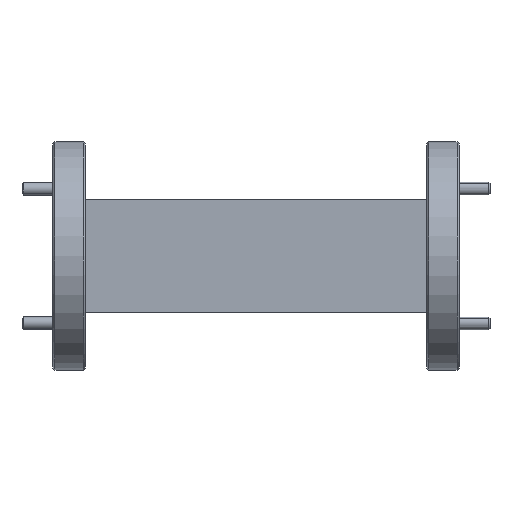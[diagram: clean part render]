
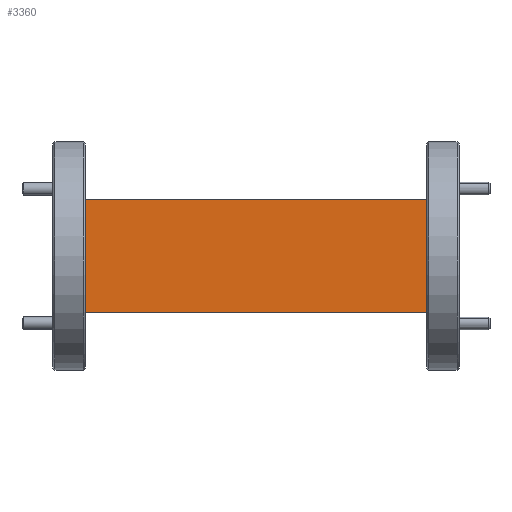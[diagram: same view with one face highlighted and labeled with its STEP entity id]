
A CAD part, top view. The second image highlights one B-rep face of the part: STEP entity #3360.
In plain terms, the highlighted planar face has unit normal (0, 0, 1).
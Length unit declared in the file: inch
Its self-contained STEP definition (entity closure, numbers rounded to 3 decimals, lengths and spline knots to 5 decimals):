
#453 = CARTESIAN_POINT ( 'NONE',  ( 0.84, 0.28, 0.126 ) ) ;
#768 = VECTOR ( 'NONE', #10434, 39.37008 ) ;
#1255 = LINE ( 'NONE', #453, #6270 ) ;
#1887 = EDGE_CURVE ( 'NONE', #8024, #7311, #8693, .T. ) ;
#1920 = DIRECTION ( 'NONE',  ( 1., 0., 0. ) ) ;
#2367 = VERTEX_POINT ( 'NONE', #6036 ) ;
#2564 = AXIS2_PLACEMENT_3D ( 'NONE', #6075, #2810, #6131 ) ;
#2744 = CARTESIAN_POINT ( 'NONE',  ( -0.84, -0.28, 0.126 ) ) ;
#2763 = FACE_OUTER_BOUND ( 'NONE', #6903, .T. ) ;
#2810 = DIRECTION ( 'NONE',  ( 0., 0., 1. ) ) ;
#2967 = CARTESIAN_POINT ( 'NONE',  ( -0.84, 0.28, 0.126 ) ) ;
#3360 = ADVANCED_FACE ( 'NONE', ( #2763 ), #6785, .T. ) ;
#4449 = VERTEX_POINT ( 'NONE', #7245 ) ;
#5325 = ORIENTED_EDGE ( 'NONE', *, *, #9069, .T. ) ;
#5510 = ORIENTED_EDGE ( 'NONE', *, *, #9543, .T. ) ;
#5576 = VECTOR ( 'NONE', #10438, 39.37008 ) ;
#6036 = CARTESIAN_POINT ( 'NONE',  ( 0.84, -0.28, 0.126 ) ) ;
#6075 = CARTESIAN_POINT ( 'NONE',  ( 0., 0., 0.126 ) ) ;
#6131 = DIRECTION ( 'NONE',  ( 1., 0., 0. ) ) ;
#6270 = VECTOR ( 'NONE', #6324, 39.37008 ) ;
#6324 = DIRECTION ( 'NONE',  ( 0., 1., 0. ) ) ;
#6785 = PLANE ( 'NONE',  #2564 ) ;
#6791 = VECTOR ( 'NONE', #1920, 39.37008 ) ;
#6803 = CARTESIAN_POINT ( 'NONE',  ( 0.84, 0.28, 0.126 ) ) ;
#6903 = EDGE_LOOP ( 'NONE', ( #5510, #9038, #5325, #8010 ) ) ;
#6979 = LINE ( 'NONE', #2744, #6791 ) ;
#7245 = CARTESIAN_POINT ( 'NONE',  ( -0.84, -0.28, 0.126 ) ) ;
#7311 = VERTEX_POINT ( 'NONE', #9812 ) ;
#7991 = LINE ( 'NONE', #2967, #5576 ) ;
#8010 = ORIENTED_EDGE ( 'NONE', *, *, #9379, .T. ) ;
#8024 = VERTEX_POINT ( 'NONE', #6803 ) ;
#8693 = LINE ( 'NONE', #9558, #768 ) ;
#9038 = ORIENTED_EDGE ( 'NONE', *, *, #1887, .T. ) ;
#9069 = EDGE_CURVE ( 'NONE', #7311, #4449, #7991, .T. ) ;
#9379 = EDGE_CURVE ( 'NONE', #4449, #2367, #6979, .T. ) ;
#9543 = EDGE_CURVE ( 'NONE', #2367, #8024, #1255, .T. ) ;
#9558 = CARTESIAN_POINT ( 'NONE',  ( -0.84, 0.28, 0.126 ) ) ;
#9812 = CARTESIAN_POINT ( 'NONE',  ( -0.84, 0.28, 0.126 ) ) ;
#10434 = DIRECTION ( 'NONE',  ( -1., 0., 0. ) ) ;
#10438 = DIRECTION ( 'NONE',  ( 0., -1., 0. ) ) ;
